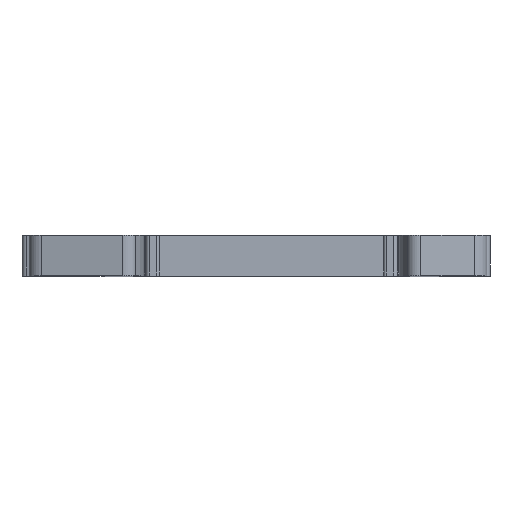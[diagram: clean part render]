
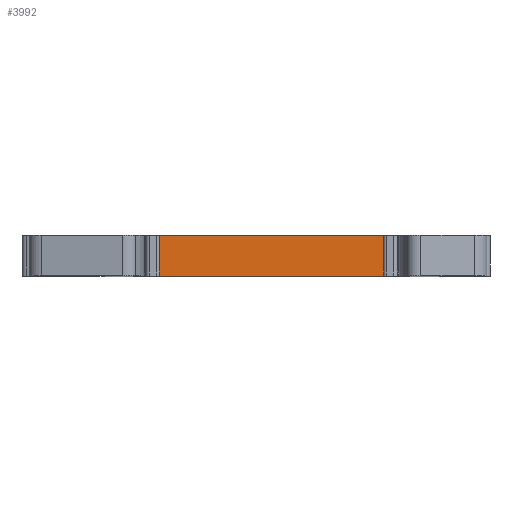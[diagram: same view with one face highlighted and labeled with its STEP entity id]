
A CAD part, top view. The second image highlights one B-rep face of the part: STEP entity #3992.
In plain terms, the highlighted planar face has unit normal (0, 0, 1).
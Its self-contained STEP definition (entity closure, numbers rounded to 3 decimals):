
#376=DIRECTION('',(1.,0.,0.));
#377=VECTOR('',#376,28.8);
#378=CARTESIAN_POINT('',(-11.821,0.,17.442));
#379=LINE('',#378,#377);
#1198=DIRECTION('',(1.,0.,0.));
#1199=VECTOR('',#1198,28.8);
#1200=CARTESIAN_POINT('',(-11.821,5.2,17.442));
#1201=LINE('',#1200,#1199);
#1471=DIRECTION('',(0.,1.,0.));
#1472=VECTOR('',#1471,5.2);
#1473=CARTESIAN_POINT('',(16.979,0.,17.442));
#1474=LINE('',#1473,#1472);
#1475=DIRECTION('',(0.,1.,0.));
#1476=VECTOR('',#1475,5.2);
#1477=CARTESIAN_POINT('',(-11.821,0.,17.442));
#1478=LINE('',#1477,#1476);
#1825=CARTESIAN_POINT('',(-11.821,0.,17.442));
#1826=VERTEX_POINT('',#1825);
#1827=CARTESIAN_POINT('',(16.979,0.,17.442));
#1828=VERTEX_POINT('',#1827);
#2069=CARTESIAN_POINT('',(-11.821,5.2,17.442));
#2070=VERTEX_POINT('',#2069);
#2071=CARTESIAN_POINT('',(16.979,5.2,17.442));
#2072=VERTEX_POINT('',#2071);
#3980=CARTESIAN_POINT('',(-11.821,0.,17.442));
#3981=DIRECTION('',(0.,0.,1.));
#3982=DIRECTION('',(1.,0.,0.));
#3983=AXIS2_PLACEMENT_3D('',#3980,#3981,#3982);
#3984=PLANE('',#3983);
#3985=ORIENTED_EDGE('',*,*,#2426,.F.);
#3987=ORIENTED_EDGE('',*,*,#3986,.T.);
#3988=ORIENTED_EDGE('',*,*,#3506,.T.);
#3989=ORIENTED_EDGE('',*,*,#3973,.F.);
#3990=EDGE_LOOP('',(#3985,#3987,#3988,#3989));
#3991=FACE_OUTER_BOUND('',#3990,.F.);
#3992=ADVANCED_FACE('',(#3991),#3984,.T.);
#2426=EDGE_CURVE('',#1826,#1828,#379,.T.);
#3506=EDGE_CURVE('',#2070,#2072,#1201,.T.);
#3973=EDGE_CURVE('',#1828,#2072,#1474,.T.);
#3986=EDGE_CURVE('',#1826,#2070,#1478,.T.);
